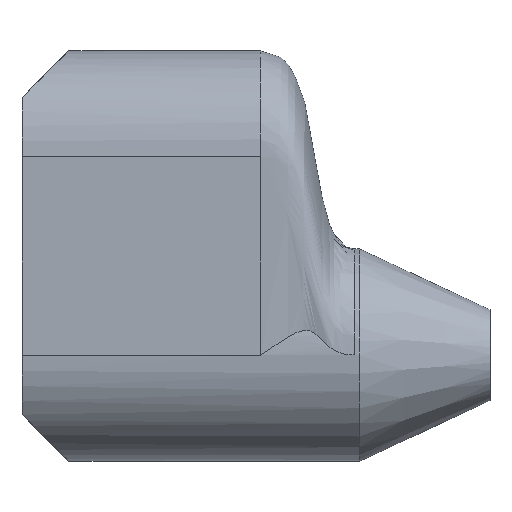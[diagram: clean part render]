
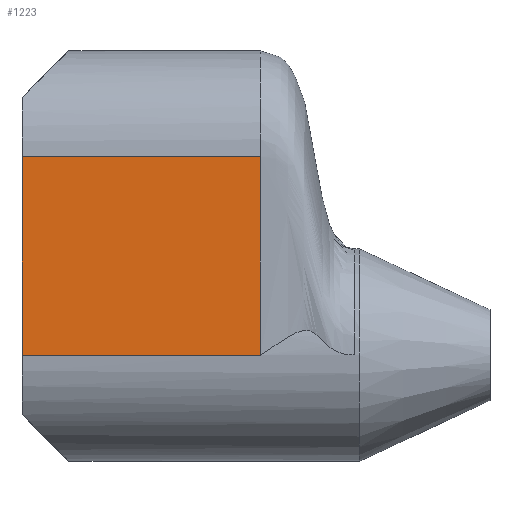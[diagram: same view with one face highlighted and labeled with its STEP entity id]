
A CAD part, left-side view. The second image highlights one B-rep face of the part: STEP entity #1223.
In plain terms, the highlighted planar face has unit normal (-1, 0, 0).
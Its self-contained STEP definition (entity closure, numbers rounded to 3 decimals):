
#38=PLANE('',#1332);
#63=LINE('',#2591,#120);
#64=LINE('',#2974,#121);
#68=LINE('',#3610,#125);
#69=LINE('',#3611,#126);
#120=VECTOR('',#1448,1.);
#121=VECTOR('',#1453,1.);
#125=VECTOR('',#1491,1.);
#126=VECTOR('',#1492,1.);
#201=FACE_OUTER_BOUND('',#267,.T.);
#267=EDGE_LOOP('',(#871,#872,#873,#874));
#491=VERTEX_POINT('',#2472);
#494=VERTEX_POINT('',#2590);
#496=VERTEX_POINT('',#2887);
#510=VERTEX_POINT('',#3609);
#626=EDGE_CURVE('',#491,#494,#63,.T.);
#630=EDGE_CURVE('',#491,#496,#64,.T.);
#650=EDGE_CURVE('',#496,#510,#68,.T.);
#651=EDGE_CURVE('',#510,#494,#69,.T.);
#871=ORIENTED_EDGE('',*,*,#650,.T.);
#872=ORIENTED_EDGE('',*,*,#651,.T.);
#873=ORIENTED_EDGE('',*,*,#626,.F.);
#874=ORIENTED_EDGE('',*,*,#630,.T.);
#1223=ADVANCED_FACE('',(#201),#38,.T.);
#1332=AXIS2_PLACEMENT_3D('',#3608,#1489,#1490);
#1448=DIRECTION('',(0.,1.,0.));
#1453=DIRECTION('',(0.,0.,1.));
#1489=DIRECTION('center_axis',(-1.,0.,0.));
#1490=DIRECTION('ref_axis',(0.,0.,1.));
#1491=DIRECTION('',(0.,1.,0.));
#1492=DIRECTION('',(0.,0.,-1.));
#2472=CARTESIAN_POINT('',(-0.225,0.486,0.));
#2590=CARTESIAN_POINT('',(-0.225,0.991,0.));
#2591=CARTESIAN_POINT('',(-0.225,0.491,0.));
#2887=CARTESIAN_POINT('',(-0.225,0.486,0.42));
#2974=CARTESIAN_POINT('',(-0.225,0.486,0.));
#3608=CARTESIAN_POINT('Origin',(-0.225,0.991,0.42));
#3609=CARTESIAN_POINT('',(-0.225,0.991,0.42));
#3610=CARTESIAN_POINT('',(-0.225,0.491,0.42));
#3611=CARTESIAN_POINT('',(-0.225,0.991,0.42));
